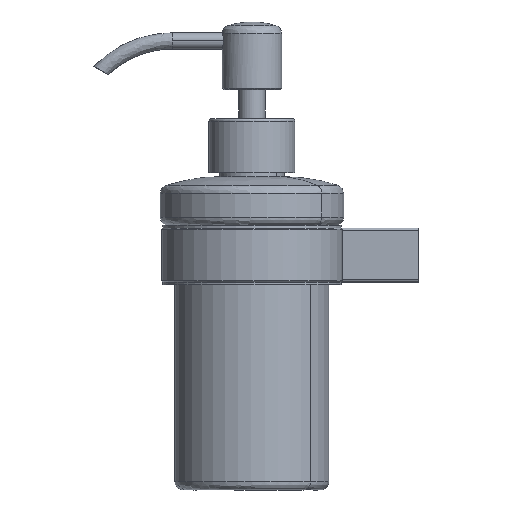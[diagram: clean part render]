
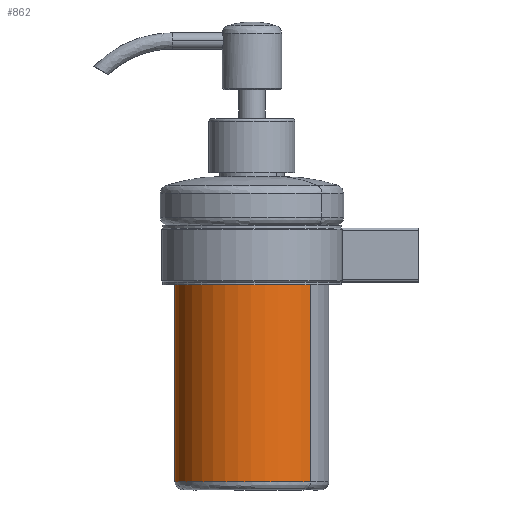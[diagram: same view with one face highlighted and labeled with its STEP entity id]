
A CAD part, left-side view. The second image highlights one B-rep face of the part: STEP entity #862.
In plain terms, the highlighted cylindrical face has radius 28.5 mm (diameter 57 mm), a partial arc.
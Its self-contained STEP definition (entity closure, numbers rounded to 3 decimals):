
#65 = EDGE_CURVE ( 'NONE', #6189, #1313, #7724, .T. ) ;
#862 = ADVANCED_FACE ( 'NONE', ( #16570 ), #8501, .T. ) ;
#1313 = VERTEX_POINT ( 'NONE', #15730 ) ;
#2161 = VECTOR ( 'NONE', #5814, 1000. ) ;
#3486 = AXIS2_PLACEMENT_3D ( 'NONE', #9533, #16621, #4206 ) ;
#3771 = AXIS2_PLACEMENT_3D ( 'NONE', #11421, #9850, #14159 ) ;
#4206 = DIRECTION ( 'NONE',  ( 0., 0., 1. ) ) ;
#4393 = LINE ( 'NONE', #5639, #2161 ) ;
#4550 = ORIENTED_EDGE ( 'NONE', *, *, #8747, .T. ) ;
#5128 = ORIENTED_EDGE ( 'NONE', *, *, #5810, .F. ) ;
#5300 = DIRECTION ( 'NONE',  ( 0., 0., 1. ) ) ;
#5479 = ORIENTED_EDGE ( 'NONE', *, *, #9545, .T. ) ;
#5639 = CARTESIAN_POINT ( 'NONE',  ( 0., 0., 28.5 ) ) ;
#5643 = VERTEX_POINT ( 'NONE', #13220 ) ;
#5756 = LINE ( 'NONE', #5934, #7746 ) ;
#5810 = EDGE_CURVE ( 'NONE', #6189, #16433, #5756, .T. ) ;
#5814 = DIRECTION ( 'NONE',  ( 0., 1., 0. ) ) ;
#5934 = CARTESIAN_POINT ( 'NONE',  ( 0., 0., -28.5 ) ) ;
#6189 = VERTEX_POINT ( 'NONE', #10258 ) ;
#6407 = EDGE_LOOP ( 'NONE', ( #5128, #16323, #4550, #5479 ) ) ;
#6484 = CARTESIAN_POINT ( 'NONE',  ( 0., -29., -28.5 ) ) ;
#7724 = CIRCLE ( 'NONE', #3486, 28.5 ) ;
#7746 = VECTOR ( 'NONE', #9928, 1000. ) ;
#8501 = CYLINDRICAL_SURFACE ( 'NONE', #3771, 28.5 ) ;
#8747 = EDGE_CURVE ( 'NONE', #1313, #5643, #4393, .T. ) ;
#9533 = CARTESIAN_POINT ( 'NONE',  ( 0., -124., 0. ) ) ;
#9545 = EDGE_CURVE ( 'NONE', #5643, #16433, #14069, .T. ) ;
#9850 = DIRECTION ( 'NONE',  ( 0., 1., 0. ) ) ;
#9928 = DIRECTION ( 'NONE',  ( 0., 1., 0. ) ) ;
#10258 = CARTESIAN_POINT ( 'NONE',  ( 0., -124., -28.5 ) ) ;
#10972 = AXIS2_PLACEMENT_3D ( 'NONE', #15051, #16286, #5300 ) ;
#11421 = CARTESIAN_POINT ( 'NONE',  ( 0., 0., 0. ) ) ;
#13220 = CARTESIAN_POINT ( 'NONE',  ( 0., -29., 28.5 ) ) ;
#14069 = CIRCLE ( 'NONE', #10972, 28.5 ) ;
#14159 = DIRECTION ( 'NONE',  ( 0., 0., 1. ) ) ;
#15051 = CARTESIAN_POINT ( 'NONE',  ( 0., -29., 0. ) ) ;
#15730 = CARTESIAN_POINT ( 'NONE',  ( 0., -124., 28.5 ) ) ;
#16286 = DIRECTION ( 'NONE',  ( 0., -1., 0. ) ) ;
#16323 = ORIENTED_EDGE ( 'NONE', *, *, #65, .T. ) ;
#16433 = VERTEX_POINT ( 'NONE', #6484 ) ;
#16570 = FACE_OUTER_BOUND ( 'NONE', #6407, .T. ) ;
#16621 = DIRECTION ( 'NONE',  ( 0., 1., 0. ) ) ;
